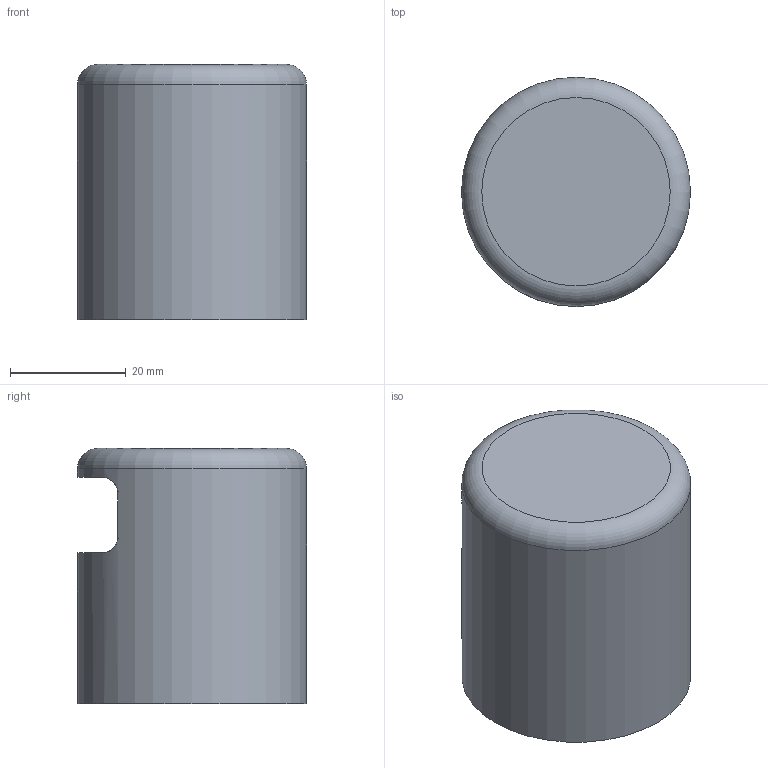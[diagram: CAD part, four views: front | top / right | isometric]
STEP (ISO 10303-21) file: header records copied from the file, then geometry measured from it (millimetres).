
FILE_DESCRIPTION((''),'2;1');
FILE_NAME('SZ5610S.stp','2013-01-02T14:09:29',('marina kaa'),(''),'Autodesk Inventor 2012','Autodesk Inventor 2012','');
FILE_SCHEMA(('AUTOMOTIVE_DESIGN { 1 0 10303 214 1 1 1 1 }'));
Length unit declared in the file: millimetre
Products named in the file (1): SZ5610S_A
Bounding box: 39.5 x 39.5 x 44 mm (x, y, z)
Volume: 42238 mm3; surface area: 10232.3 mm2
Topology: 1 solids, 1 shells, 15 faces, 35 edges, 23 vertices
Faces by surface type: plane 7, cylinder 6, cone 1, torus 1
Full cylindrical faces by diameter (mm): 8.2 x1, 39.5 x1
Entity records: 470 total; most frequent: CARTESIAN_POINT 112, DIRECTION 70, ORIENTED_EDGE 60, EDGE_CURVE 30, AXIS2_PLACEMENT_3D 28, VERTEX_POINT 22, EDGE_LOOP 22, FACE_OUTER_BOUND 15
